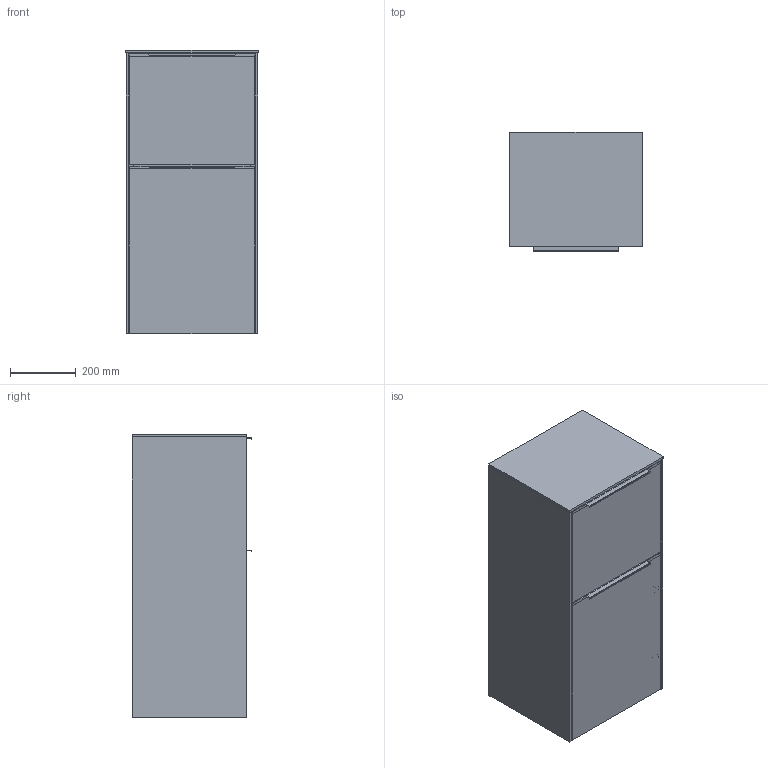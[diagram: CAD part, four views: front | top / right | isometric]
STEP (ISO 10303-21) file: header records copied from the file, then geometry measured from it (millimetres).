
FILE_DESCRIPTION(/* description */ (''),/* implementation_level */ '2;1');
FILE_NAME(/* name */ 'TK071_C5950Z_RFS.stp',/* time_stamp */ '2021-05-12T09:49:14+02:00',/* author */ ('StegeR'),/* organization */ (''),/* preprocessor_version */ 'ST-DEVELOPER v16.1',/* originating_system */ 'Autodesk Inventor 2016',/* authorisation */ '');
FILE_SCHEMA (('AUTOMOTIVE_DESIGN { 1 0 10303 214 3 1 1 }'));
Products named in the file (1): TK071_C5950Z_RFS
Bounding box: 401 x 362 x 860 mm (x, y, z)
Volume: 29311527.5 mm3; surface area: 5424472.3 mm2
Topology: 37 solids, 37 shells, 1854 faces, 4980 edges, 3272 vertices
Faces by surface type: plane 1236, cylinder 530, bspline 38, cone 20, torus 20, sphere 10
Full cylindrical faces by diameter (mm): 2.5 x2, 4 x4, 5 x2, 5.1 x2, 6 x4, 7.2 x2, 10 x2, 12 x2, 12.2 x2
Entity records: 59356 total; most frequent: CARTESIAN_POINT 11887, ORIENTED_EDGE 9884, DIRECTION 9580, EDGE_CURVE 4942, LINE 3742, VECTOR 3742, VERTEX_POINT 3264, AXIS2_PLACEMENT_3D 2919
